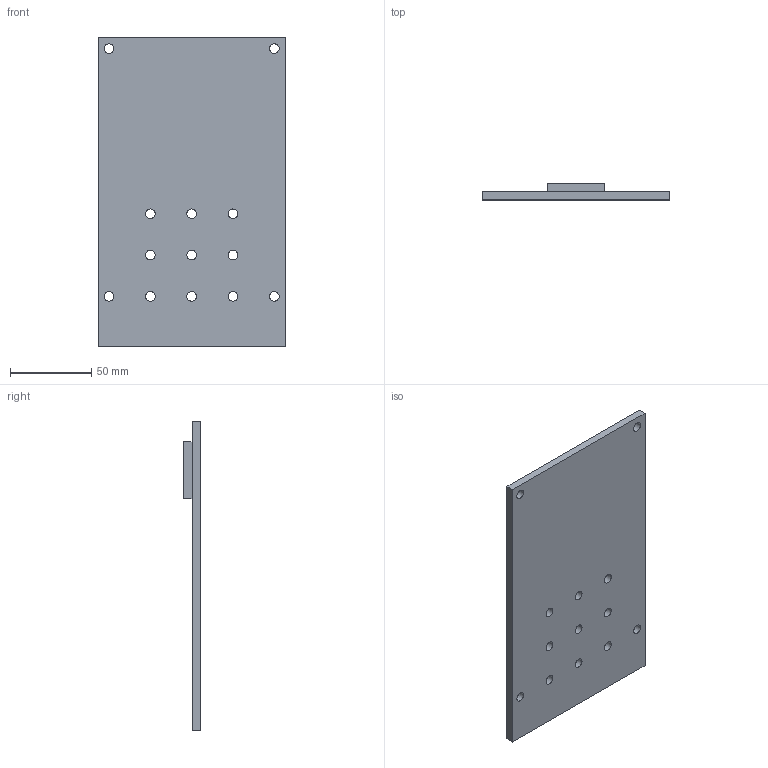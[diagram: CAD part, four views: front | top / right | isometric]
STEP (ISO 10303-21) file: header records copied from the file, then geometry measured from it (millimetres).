
FILE_DESCRIPTION(/* description */ (''),/* implementation_level */ '2;1');
FILE_NAME(/* name */ 'mounting_board_printed.stp',/* time_stamp */ '2024-07-09T17:18:13+09:00',/* author */ ('OMS55'),/* organization */ (''),/* preprocessor_version */ 'ST-DEVELOPER v19',/* originating_system */ 'Autodesk Inventor 2023',/* authorisation */ '');
FILE_SCHEMA (('AUTOMOTIVE_DESIGN { 1 0 10303 214 3 1 1 }'));
Length unit declared in the file: millimetre
Products named in the file (1): mounting_board_printed
Bounding box: 115 x 10 x 190 mm (x, y, z)
Volume: 109002.4 mm3; surface area: 48546 mm2
Topology: 1 solids, 1 shells, 29 faces, 75 edges, 50 vertices
Faces by surface type: plane 16, cylinder 13
Full cylindrical faces by diameter (mm): 5.9 x13
Entity records: 990 total; most frequent: DIRECTION 161, CARTESIAN_POINT 155, ORIENTED_EDGE 150, EDGE_CURVE 75, EDGE_LOOP 57, AXIS2_PLACEMENT_3D 56, VERTEX_POINT 50, LINE 49
